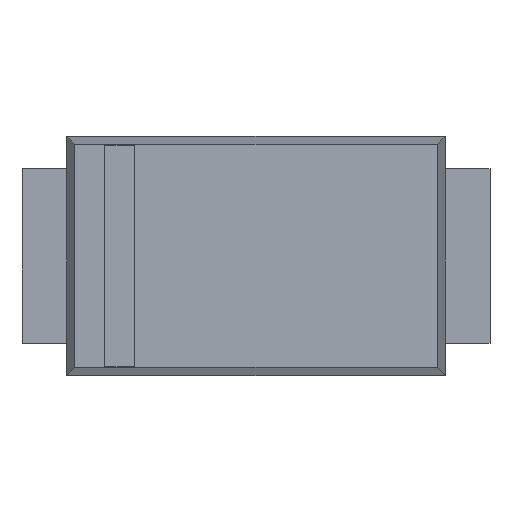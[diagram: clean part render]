
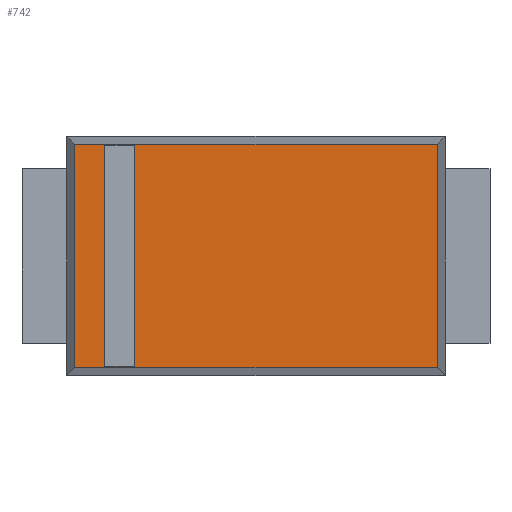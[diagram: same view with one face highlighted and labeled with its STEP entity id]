
A CAD part, top view. The second image highlights one B-rep face of the part: STEP entity #742.
In plain terms, the highlighted planar face has unit normal (0, 0, 1).
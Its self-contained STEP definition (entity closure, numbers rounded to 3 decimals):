
#15=FACE_BOUND('',#112,.T.);
#68=FACE_OUTER_BOUND('',#111,.T.);
#111=EDGE_LOOP('',(#628,#629,#630,#631));
#112=EDGE_LOOP('',(#632,#633,#634,#635));
#180=LINE('',#1117,#276);
#184=LINE('',#1125,#280);
#187=LINE('',#1131,#283);
#190=LINE('',#1136,#286);
#192=LINE('',#1142,#288);
#198=LINE('',#1155,#294);
#200=LINE('',#1158,#296);
#202=LINE('',#1161,#298);
#276=VECTOR('',#915,2.22);
#280=VECTOR('',#921,0.3);
#283=VECTOR('',#926,2.22);
#286=VECTOR('',#931,0.3);
#288=VECTOR('',#937,2.24);
#294=VECTOR('',#945,2.24);
#296=VECTOR('',#949,3.64);
#298=VECTOR('',#953,3.64);
#352=VERTEX_POINT('',#1115);
#353=VERTEX_POINT('',#1116);
#356=VERTEX_POINT('',#1124);
#358=VERTEX_POINT('',#1130);
#360=VERTEX_POINT('',#1140);
#361=VERTEX_POINT('',#1141);
#366=VERTEX_POINT('',#1152);
#367=VERTEX_POINT('',#1154);
#436=EDGE_CURVE('',#352,#353,#180,.T.);
#440=EDGE_CURVE('',#356,#352,#184,.T.);
#443=EDGE_CURVE('',#358,#356,#187,.T.);
#446=EDGE_CURVE('',#353,#358,#190,.T.);
#448=EDGE_CURVE('',#360,#361,#192,.T.);
#454=EDGE_CURVE('',#366,#367,#198,.T.);
#456=EDGE_CURVE('',#361,#366,#200,.T.);
#458=EDGE_CURVE('',#367,#360,#202,.T.);
#628=ORIENTED_EDGE('',*,*,#454,.F.);
#629=ORIENTED_EDGE('',*,*,#456,.F.);
#630=ORIENTED_EDGE('',*,*,#448,.F.);
#631=ORIENTED_EDGE('',*,*,#458,.F.);
#632=ORIENTED_EDGE('',*,*,#436,.T.);
#633=ORIENTED_EDGE('',*,*,#446,.T.);
#634=ORIENTED_EDGE('',*,*,#443,.T.);
#635=ORIENTED_EDGE('',*,*,#440,.T.);
#699=PLANE('',#791);
#742=ADVANCED_FACE('',(#68,#15),#699,.T.);
#791=AXIS2_PLACEMENT_3D('',#1163,#955,#956);
#915=DIRECTION('',(0.,1.,0.));
#921=DIRECTION('',(-1.,0.,0.));
#926=DIRECTION('',(0.,-1.,0.));
#931=DIRECTION('',(1.,0.,0.));
#937=DIRECTION('',(0.,-1.,0.));
#945=DIRECTION('',(0.,1.,0.));
#949=DIRECTION('',(-1.,0.,0.));
#953=DIRECTION('',(1.,0.,0.));
#955=DIRECTION('center_axis',(0.,0.,1.));
#956=DIRECTION('ref_axis',(1.,0.,0.));
#1115=CARTESIAN_POINT('',(-1.52,-1.11,0.85));
#1116=CARTESIAN_POINT('',(-1.52,1.11,0.85));
#1117=CARTESIAN_POINT('',(-1.52,-0.555,0.85));
#1124=CARTESIAN_POINT('',(-1.22,-1.11,0.85));
#1125=CARTESIAN_POINT('',(-0.61,-1.11,0.85));
#1130=CARTESIAN_POINT('',(-1.22,1.11,0.85));
#1131=CARTESIAN_POINT('',(-1.22,0.555,0.85));
#1136=CARTESIAN_POINT('',(-0.76,1.11,0.85));
#1140=CARTESIAN_POINT('',(1.82,1.12,0.85));
#1141=CARTESIAN_POINT('',(1.82,-1.12,0.85));
#1142=CARTESIAN_POINT('',(1.82,0.,0.85));
#1152=CARTESIAN_POINT('',(-1.82,-1.12,0.85));
#1154=CARTESIAN_POINT('',(-1.82,1.12,0.85));
#1155=CARTESIAN_POINT('',(-1.82,0.,0.85));
#1158=CARTESIAN_POINT('',(0.,-1.12,0.85));
#1161=CARTESIAN_POINT('',(0.,1.12,0.85));
#1163=CARTESIAN_POINT('Origin',(0.,0.,0.85));
